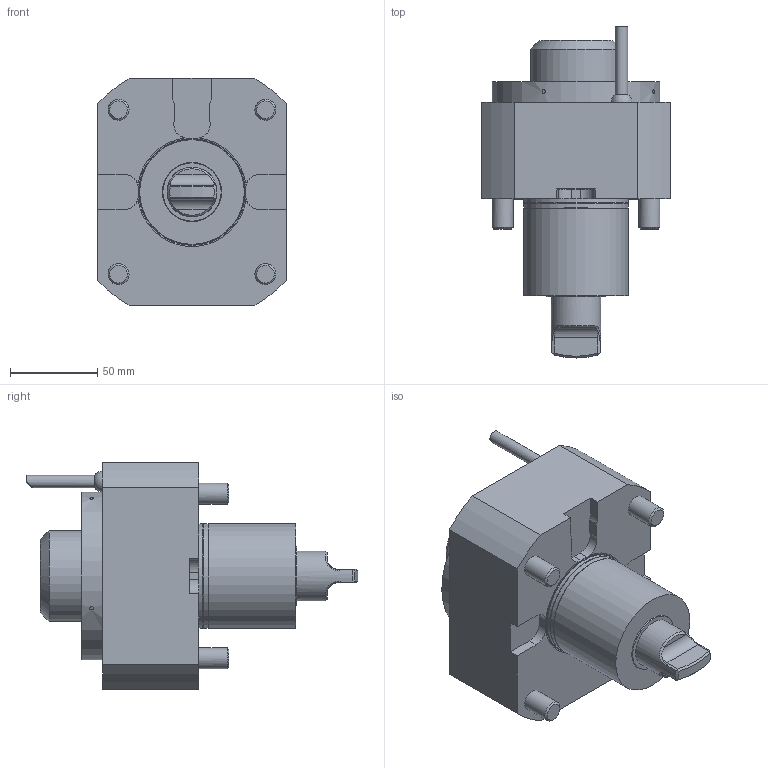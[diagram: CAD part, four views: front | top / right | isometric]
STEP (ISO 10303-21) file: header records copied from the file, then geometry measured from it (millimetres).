
FILE_DESCRIPTION (( 'STEP AP214' ), '1' );
FILE_NAME ('RAPWH20E121UNL.STEP', '2025-08-27T08:25:02', ( '' ), ( '' ), 'SwSTEP 2.0', 'SolidWorks 2023', '' );
FILE_SCHEMA (( 'AUTOMOTIVE_DESIGN' ));
Length unit declared in the file: millimetre
Products named in the file (1): RAPWH20E121UNL
Bounding box: 108 x 189.7 x 130 mm (x, y, z)
Volume: 1053212.4 mm3; surface area: 75571 mm2
Topology: 1 solids, 1 shells, 396 faces, 1021 edges, 676 vertices
Faces by surface type: plane 263, cylinder 58, bspline 50, cone 23, torus 1, sphere 1
Full cylindrical faces by diameter (mm): 1.7 x1, 2.1 x1, 4 x1, 6.366 x1, 7 x1, 12 x4, 28.5 x1, 52 x1, 59.8 x2, 60 x1, 96 x1
Entity records: 19262 total; most frequent: CARTESIAN_POINT 7033, ORIENTED_EDGE 1960, DIRECTION 1658, EDGE_CURVE 980, VECTOR 706, LINE 706, VERTEX_POINT 661, AXIS2_PLACEMENT_3D 476
